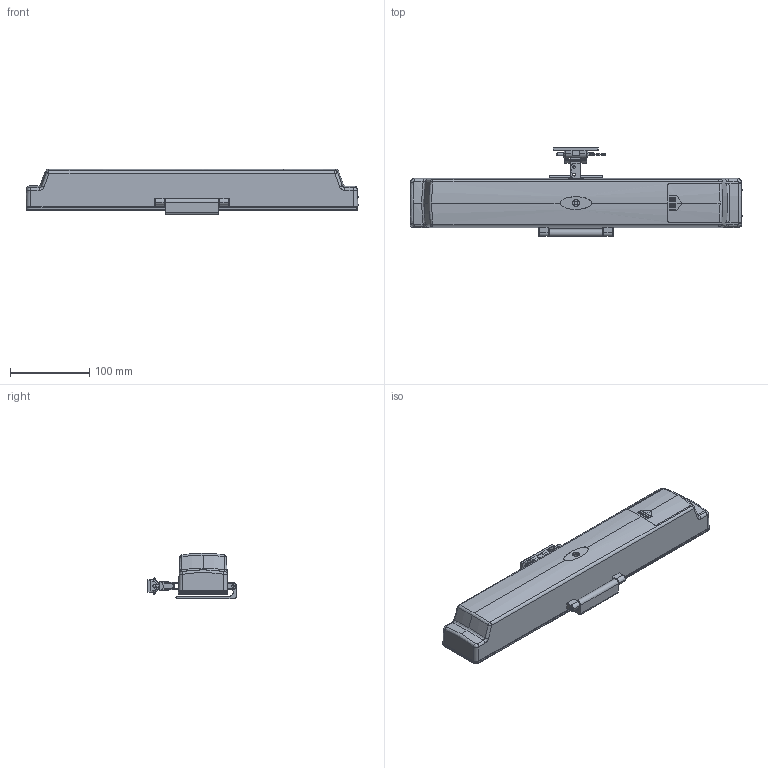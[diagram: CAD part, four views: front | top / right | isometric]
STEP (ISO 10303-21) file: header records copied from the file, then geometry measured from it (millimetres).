
FILE_DESCRIPTION (( 'STEP AP203' ), '1' );
FILE_NAME ('solarsmart_profile.STEP', '2011-09-09T11:20:03', ( 'Microsoft.com' ), ( '微软中国' ), 'SwSTEP 2.0', 'SolidWorks 2010', '' );
FILE_SCHEMA (( 'CONFIG_CONTROL_DESIGN' ));
Products named in the file (10): 18010A; 18008A; 18027A; solarsmart_profile; 18009A; 18023-001; 18003A; 18005D; 18004B; 18023-003
Assembly tree (10 placements, depth 2):
  solarsmart_profile
    18004B
    18023-003
    18027A
    18010A
    18008A
    18023-001  x2
    18003A
    18005D
    18009A
Bounding box: 418.13 x 112 x 57.5 mm (x, y, z)
Volume: 278425.3 mm3; surface area: 234781.4 mm2
Topology: 12 solids, 12 shells, 970 faces, 2566 edges, 1649 vertices
Faces by surface type: plane 382, cylinder 291, bspline 208, cone 56, sphere 17, torus 16
Entity records: 51294 total; most frequent: CARTESIAN_POINT 28302, ORIENTED_EDGE 4996, DIRECTION 3904, EDGE_CURVE 2498, VERTEX_POINT 1610, AXIS2_PLACEMENT_3D 1302, VECTOR 1300, LINE 1300
